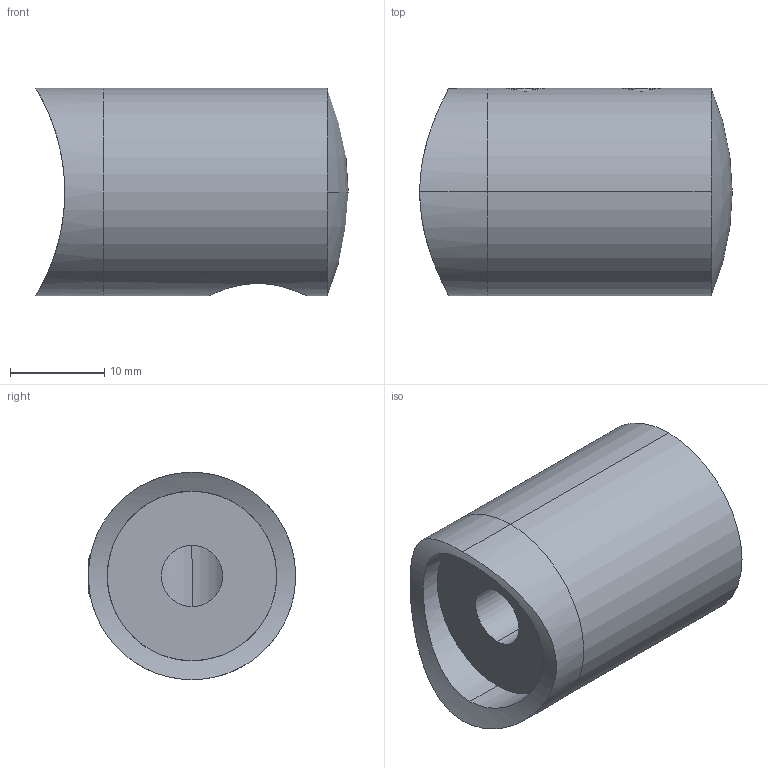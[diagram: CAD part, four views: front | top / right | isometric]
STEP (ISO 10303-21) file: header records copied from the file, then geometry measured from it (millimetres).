
FILE_DESCRIPTION (( 'STEP AP203' ), '1' );
FILE_NAME ('A_0822-042.STEP', '2022-05-24T12:38:49', ( '' ), ( '' ), 'SwSTEP 2.0', 'SolidWorks 2019', '' );
FILE_SCHEMA (( 'CONFIG_CONTROL_DESIGN' ));
Length unit declared in the file: millimetre
Products named in the file (5): A_0822-042; A_0822-042.P2; Skrutka DIN 913_SKRUTKA M 5X 5; A_0822-042.P1; DIN 914_SKRUTKA M 5X 5
Assembly tree (4 placements, depth 2):
  A_0822-042
    A_0822-042.P1
    A_0822-042.P2
    DIN 914_SKRUTKA M 5X 5
    Skrutka DIN 913_SKRUTKA M 5X 5
Bounding box: 33.18 x 22 x 22 mm (x, y, z)
Volume: 8190 mm3; surface area: 5269.6 mm2
Topology: 4 solids, 4 shells, 71 faces, 162 edges, 99 vertices
Faces by surface type: cylinder 25, plane 25, cone 19, sphere 2
Entity records: 3026 total; most frequent: CARTESIAN_POINT 904, DIRECTION 348, ORIENTED_EDGE 320, EDGE_CURVE 160, AXIS2_PLACEMENT_3D 132, VERTEX_POINT 99, VECTOR 84, LINE 84
